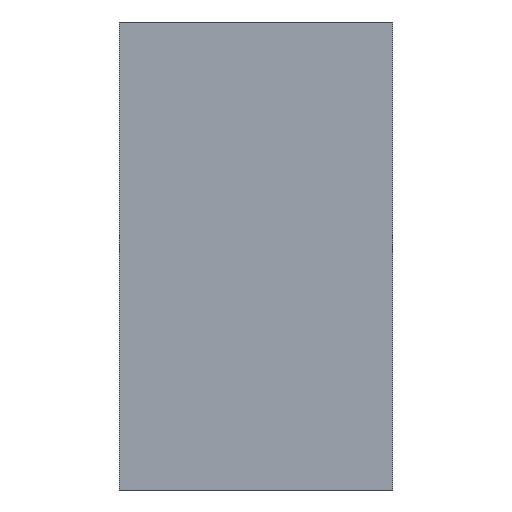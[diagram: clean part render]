
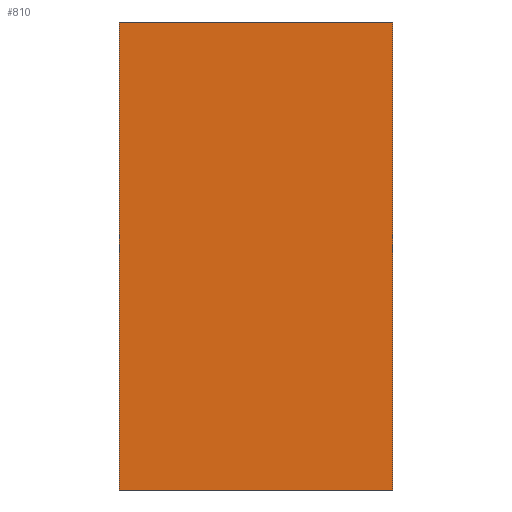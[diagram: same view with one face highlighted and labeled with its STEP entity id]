
A CAD part, left-side view. The second image highlights one B-rep face of the part: STEP entity #810.
In plain terms, the highlighted planar face has unit normal (-1, 0, 0).
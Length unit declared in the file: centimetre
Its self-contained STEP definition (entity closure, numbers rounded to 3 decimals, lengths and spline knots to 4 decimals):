
#113=VECTOR('',#957,1.);
#150=VECTOR('',#1111,1.);
#154=VECTOR('',#1136,1.);
#155=VECTOR('',#1137,1.);
#157=LINE('',#1180,#113);
#194=LINE('',#1326,#150);
#198=LINE('',#1344,#154);
#199=LINE('',#1345,#155);
#236=VERTEX_POINT('',#1179);
#237=VERTEX_POINT('',#1181);
#279=VERTEX_POINT('',#1320);
#282=VERTEX_POINT('',#1325);
#348=EDGE_CURVE('',#237,#236,#157,.T.);
#421=EDGE_CURVE('',#282,#279,#194,.T.);
#427=EDGE_CURVE('',#236,#279,#198,.T.);
#428=EDGE_CURVE('',#282,#237,#199,.T.);
#605=ORIENTED_EDGE('',*,*,#427,.T.);
#606=ORIENTED_EDGE('',*,*,#421,.F.);
#607=ORIENTED_EDGE('',*,*,#428,.T.);
#608=ORIENTED_EDGE('',*,*,#348,.T.);
#686=EDGE_LOOP('',(#605,#606,#607,#608));
#758=FACE_BOUND('',#686,.T.);
#810=ADVANCED_FACE('',(#758),#1366,.T.);
#912=AXIS2_PLACEMENT_3D('',#1343,#1135,$);
#957=DIRECTION('',(0.,0.,1.));
#1111=DIRECTION('',(0.,0.,1.));
#1135=DIRECTION('',(-1.,0.,0.));
#1136=DIRECTION('',(0.,1.,0.));
#1137=DIRECTION('',(0.,-1.,0.));
#1179=CARTESIAN_POINT('',(-9.,0.,1.5));
#1180=CARTESIAN_POINT('',(-9.,0.,-1.5));
#1181=CARTESIAN_POINT('',(-9.,0.,-1.5));
#1320=CARTESIAN_POINT('',(-9.,1.75,1.5));
#1325=CARTESIAN_POINT('',(-9.,1.75,-1.5));
#1326=CARTESIAN_POINT('',(-9.,1.75,-1.5));
#1343=CARTESIAN_POINT('',(-9.,0.875,-1.5));
#1344=CARTESIAN_POINT('',(-9.,1.75,1.5));
#1345=CARTESIAN_POINT('',(-9.,1.75,-1.5));
#1366=PLANE('',#912);
